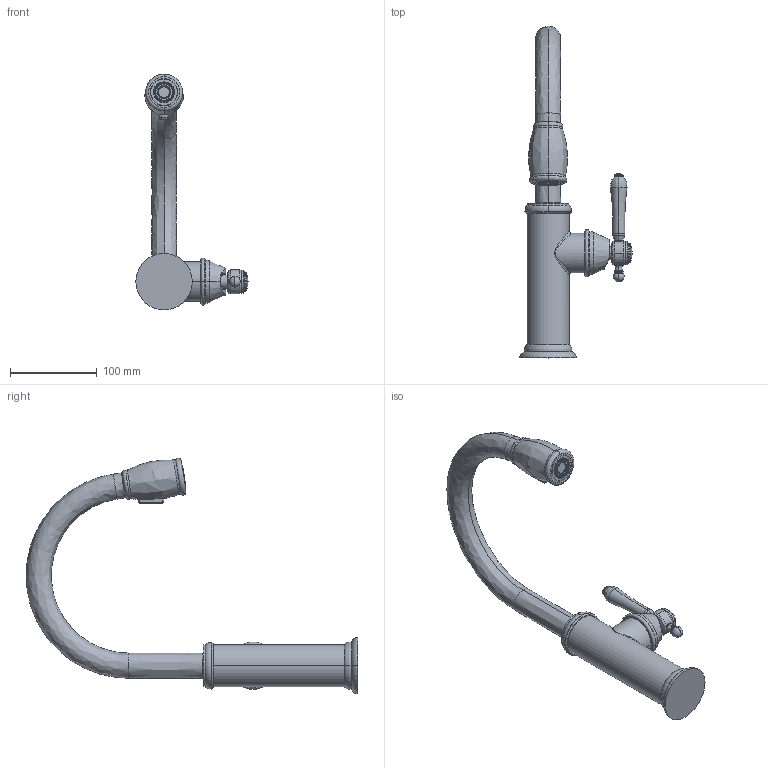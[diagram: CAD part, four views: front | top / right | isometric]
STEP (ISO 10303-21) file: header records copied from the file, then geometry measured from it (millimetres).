
FILE_DESCRIPTION((''),'2;1');
FILE_NAME('1030-5223','2021-07-01T14:25:25',('jinson.thomas'),(''),'CREO PARAMETRIC BY PTC INC, 2018400','CREO PARAMETRIC BY PTC INC, 2018400','');
FILE_SCHEMA(('CONFIG_CONTROL_DESIGN'));
Length unit declared in the file: inch
Products named in the file (1): 1030-5223
Bounding box: 129.1 x 381.67 x 271.18 mm (x, y, z)
Volume: 804199.2 mm3; surface area: 96600.4 mm2
Topology: 1 solids, 2 shells, 369 faces, 797 edges, 471 vertices
Faces by surface type: cone 106, torus 80, plane 76, cylinder 59, bspline 26, sphere 22
Entity records: 12447 total; most frequent: CARTESIAN_POINT 4349, DIRECTION 1872, ORIENTED_EDGE 1546, AXIS2_PLACEMENT_3D 841, EDGE_CURVE 773, CIRCLE 498, VERTEX_POINT 471, EDGE_LOOP 432
